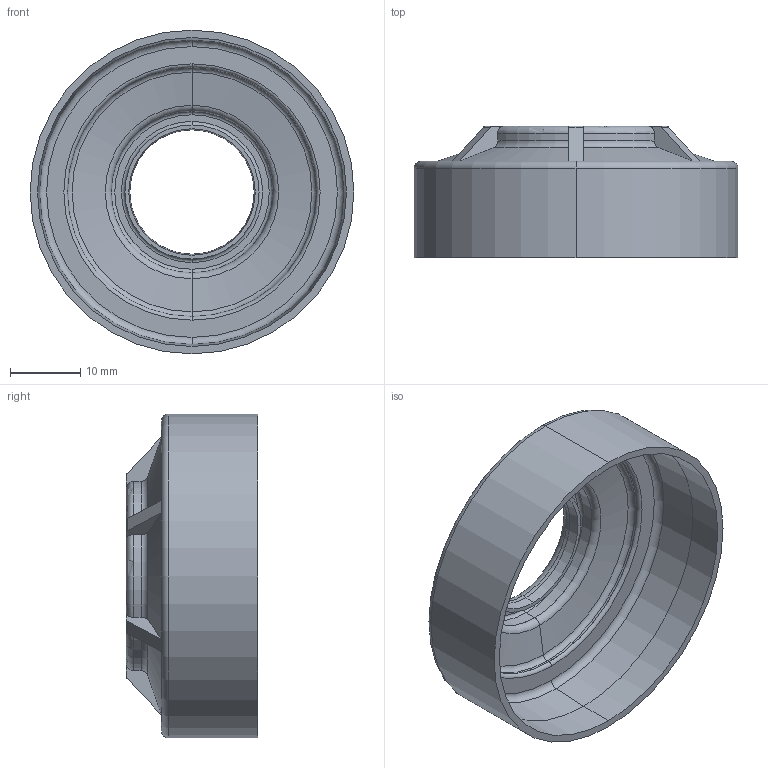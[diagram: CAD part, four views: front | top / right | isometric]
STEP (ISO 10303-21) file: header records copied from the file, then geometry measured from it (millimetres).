
FILE_DESCRIPTION (( 'STEP AP203' ), '1' );
FILE_NAME ('NXK45瑞欶-蜊倰(2021.2.23).STEP', '2021-02-23T00:08:42', ( 'YF68' ), ( '' ), 'SwSTEP 2.0', 'SolidWorks 2018', '' );
FILE_SCHEMA (( 'CONFIG_CONTROL_DESIGN' ));
Length unit declared in the file: millimetre
Products named in the file (1): NXK45瑞欶-蜊倰(2021.2.23)
Bounding box: 46.1 x 18.7 x 46.1 mm (x, y, z)
Volume: 5380.4 mm3; surface area: 7182.5 mm2
Topology: 1 solids, 1 shells, 94 faces, 236 edges, 148 vertices
Faces by surface type: plane 30, torus 28, cylinder 24, cone 12
Entity records: 3029 total; most frequent: CARTESIAN_POINT 667, DIRECTION 506, ORIENTED_EDGE 472, EDGE_CURVE 236, AXIS2_PLACEMENT_3D 211, VERTEX_POINT 148, CIRCLE 116, EDGE_LOOP 100
